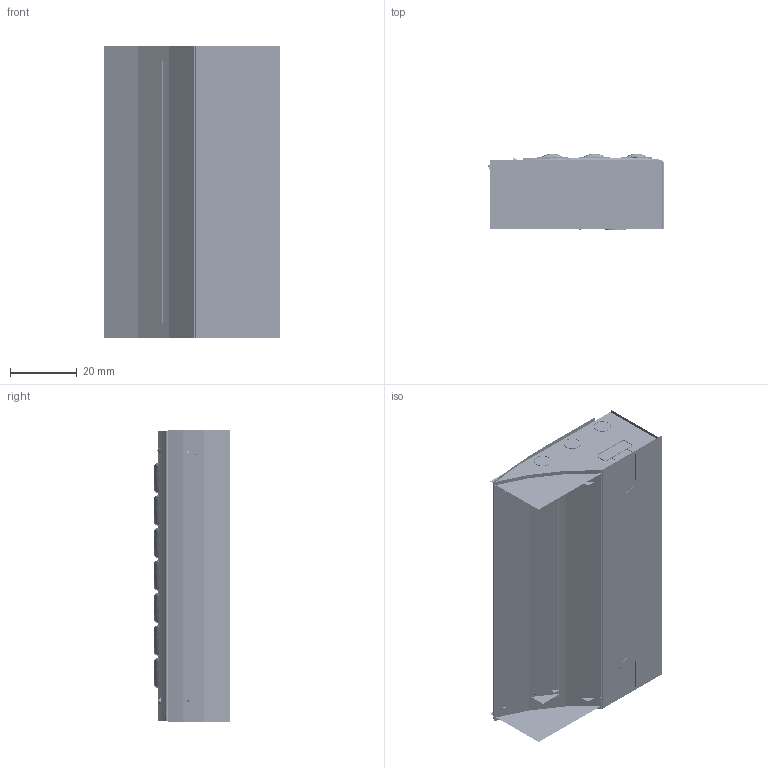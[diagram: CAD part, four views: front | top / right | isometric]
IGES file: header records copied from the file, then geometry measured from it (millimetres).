
Start section:  PTC IGES file: P567L85.igs
Global section: file name: P567L85.igs; native system: Pro/ENGINEER by Parametric Technology Corporation; preprocessor: 2005310; author: RCRU28; organization: Unknown; date: 061103.101714; units: millimetre
Bounding box: 52.76 x 22.82 x 87.35 mm (x, y, z)
Surface area: 76002.8 mm2 (no closed solid volume)
Topology: 0 solids, 0 shells, 2362 faces, 28996 edges, 38358 vertices
Faces by surface type: revolution 1912, bspline 450
